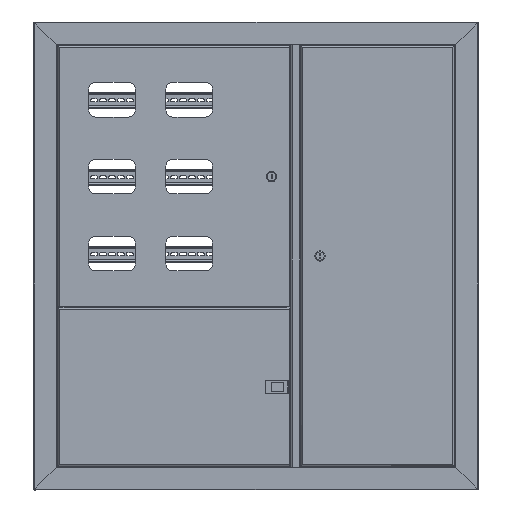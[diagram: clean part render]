
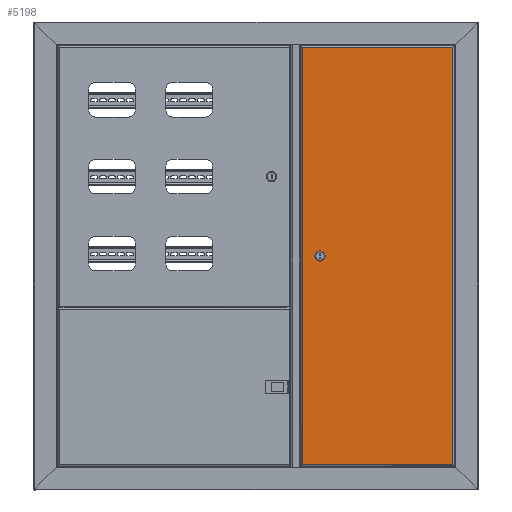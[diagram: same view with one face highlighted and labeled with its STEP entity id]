
A CAD part, top view. The second image highlights one B-rep face of the part: STEP entity #5198.
In plain terms, the highlighted planar face has unit normal (0, 0, 1).
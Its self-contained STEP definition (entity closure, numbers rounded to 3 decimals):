
#393 = ORIENTED_EDGE ( 'NONE', *, *, #9813, .T. ) ;
#1059 = DIRECTION ( 'NONE',  ( -1., 0., 0. ) ) ;
#3873 = CARTESIAN_POINT ( 'NONE',  ( 448.2, 40., 0. ) ) ;
#4964 = VECTOR ( 'NONE', #9281, 1000. ) ;
#5198 = ADVANCED_FACE ( 'NONE', ( #24843, #54116 ), #54651, .F. ) ;
#6233 = CIRCLE ( 'NONE', #47100, 9.25 ) ;
#6574 = EDGE_CURVE ( 'NONE', #34259, #13384, #6233, .T. ) ;
#7729 = VERTEX_POINT ( 'NONE', #22633 ) ;
#9157 = CARTESIAN_POINT ( 'NONE',  ( 457.45, 40., 0. ) ) ;
#9281 = DIRECTION ( 'NONE',  ( -1., 0., 0. ) ) ;
#9478 = EDGE_LOOP ( 'NONE', ( #17280, #10024, #393, #12624 ) ) ;
#9744 = VERTEX_POINT ( 'NONE', #42263 ) ;
#9813 = EDGE_CURVE ( 'NONE', #7729, #9744, #46727, .T. ) ;
#9896 = CARTESIAN_POINT ( 'NONE',  ( 1.7, 1.7, 0. ) ) ;
#10024 = ORIENTED_EDGE ( 'NONE', *, *, #11898, .T. ) ;
#10161 = DIRECTION ( 'NONE',  ( 1., 0., 0. ) ) ;
#10251 = EDGE_CURVE ( 'NONE', #41596, #54823, #44685, .T. ) ;
#11898 = EDGE_CURVE ( 'NONE', #54823, #7729, #25636, .T. ) ;
#12211 = DIRECTION ( 'NONE',  ( 1., 0., 0. ) ) ;
#12327 = DIRECTION ( 'NONE',  ( -1., 0., 0. ) ) ;
#12489 = AXIS2_PLACEMENT_3D ( 'NONE', #3873, #33090, #12211 ) ;
#12588 = CARTESIAN_POINT ( 'NONE',  ( 0., 325.7, 0. ) ) ;
#12624 = ORIENTED_EDGE ( 'NONE', *, *, #26277, .T. ) ;
#12850 = ORIENTED_EDGE ( 'NONE', *, *, #31982, .F. ) ;
#13170 = CARTESIAN_POINT ( 'NONE',  ( 448.2, 40., 0. ) ) ;
#13384 = VERTEX_POINT ( 'NONE', #9157 ) ;
#14337 = CARTESIAN_POINT ( 'NONE',  ( 451.849, 31.5, 0. ) ) ;
#15143 = CARTESIAN_POINT ( 'NONE',  ( 451.849, 31.5, 0. ) ) ;
#17280 = ORIENTED_EDGE ( 'NONE', *, *, #10251, .T. ) ;
#17342 = CARTESIAN_POINT ( 'NONE',  ( 451.849, 48.5, 0. ) ) ;
#17492 = VERTEX_POINT ( 'NONE', #31611 ) ;
#18944 = DIRECTION ( 'NONE',  ( 0., 0., 1. ) ) ;
#19498 = DIRECTION ( 'NONE',  ( 1., 0., 0. ) ) ;
#20229 = ORIENTED_EDGE ( 'NONE', *, *, #35716, .F. ) ;
#20895 = CARTESIAN_POINT ( 'NONE',  ( 894.7, 0., 0. ) ) ;
#21661 = CARTESIAN_POINT ( 'NONE',  ( 444.551, 31.5, 0. ) ) ;
#22633 = CARTESIAN_POINT ( 'NONE',  ( 894.7, 324., 0. ) ) ;
#24205 = ORIENTED_EDGE ( 'NONE', *, *, #27423, .F. ) ;
#24843 = FACE_BOUND ( 'NONE', #29680, .T. ) ;
#25336 = CARTESIAN_POINT ( 'NONE',  ( 451.849, 48.5, 0. ) ) ;
#25422 = LINE ( 'NONE', #17342, #4964 ) ;
#25636 = LINE ( 'NONE', #20895, #48027 ) ;
#26277 = EDGE_CURVE ( 'NONE', #9744, #41596, #27119, .T. ) ;
#26644 = CARTESIAN_POINT ( 'NONE',  ( 894.993, 324., 0. ) ) ;
#26926 = VERTEX_POINT ( 'NONE', #25336 ) ;
#27119 = LINE ( 'NONE', #44386, #36393 ) ;
#27423 = EDGE_CURVE ( 'NONE', #13384, #26926, #48055, .T. ) ;
#27517 = VECTOR ( 'NONE', #48856, 1000. ) ;
#27578 = EDGE_CURVE ( 'NONE', #29448, #34259, #38899, .T. ) ;
#29448 = VERTEX_POINT ( 'NONE', #21661 ) ;
#29680 = EDGE_LOOP ( 'NONE', ( #12850, #24205, #49252, #46569, #20229 ) ) ;
#30685 = DIRECTION ( 'NONE',  ( 0., 0., 1. ) ) ;
#31611 = CARTESIAN_POINT ( 'NONE',  ( 444.551, 48.5, 0. ) ) ;
#31982 = EDGE_CURVE ( 'NONE', #26926, #17492, #25422, .T. ) ;
#32935 = DIRECTION ( 'NONE',  ( 0., 0., -1. ) ) ;
#33090 = DIRECTION ( 'NONE',  ( 0., 0., 1. ) ) ;
#33722 = DIRECTION ( 'NONE',  ( 0., 1., 0. ) ) ;
#34259 = VERTEX_POINT ( 'NONE', #15143 ) ;
#35716 = EDGE_CURVE ( 'NONE', #17492, #29448, #41930, .T. ) ;
#36217 = CARTESIAN_POINT ( 'NONE',  ( 448.2, 40., 0. ) ) ;
#36393 = VECTOR ( 'NONE', #44111, 1000. ) ;
#38203 = VECTOR ( 'NONE', #1059, 1000. ) ;
#38899 = LINE ( 'NONE', #14337, #46274 ) ;
#41194 = CARTESIAN_POINT ( 'NONE',  ( 894.7, 1.7, 0. ) ) ;
#41596 = VERTEX_POINT ( 'NONE', #53071 ) ;
#41930 = CIRCLE ( 'NONE', #45524, 9.25 ) ;
#42263 = CARTESIAN_POINT ( 'NONE',  ( 1.7, 324., 0. ) ) ;
#43215 = DIRECTION ( 'NONE',  ( 1., 0., 0. ) ) ;
#44111 = DIRECTION ( 'NONE',  ( 0., -1., 0. ) ) ;
#44386 = CARTESIAN_POINT ( 'NONE',  ( 1.7, 324.293, 0. ) ) ;
#44685 = LINE ( 'NONE', #9896, #27517 ) ;
#45524 = AXIS2_PLACEMENT_3D ( 'NONE', #13170, #30685, #43215 ) ;
#46274 = VECTOR ( 'NONE', #10161, 1000. ) ;
#46569 = ORIENTED_EDGE ( 'NONE', *, *, #27578, .F. ) ;
#46727 = LINE ( 'NONE', #26644, #38203 ) ;
#47100 = AXIS2_PLACEMENT_3D ( 'NONE', #36217, #18944, #19498 ) ;
#48027 = VECTOR ( 'NONE', #33722, 1000. ) ;
#48055 = CIRCLE ( 'NONE', #12489, 9.25 ) ;
#48775 = AXIS2_PLACEMENT_3D ( 'NONE', #12588, #32935, #12327 ) ;
#48856 = DIRECTION ( 'NONE',  ( 1., 0., 0. ) ) ;
#49252 = ORIENTED_EDGE ( 'NONE', *, *, #6574, .F. ) ;
#53071 = CARTESIAN_POINT ( 'NONE',  ( 1.7, 1.7, 0. ) ) ;
#54116 = FACE_OUTER_BOUND ( 'NONE', #9478, .T. ) ;
#54651 = PLANE ( 'NONE',  #48775 ) ;
#54823 = VERTEX_POINT ( 'NONE', #41194 ) ;
